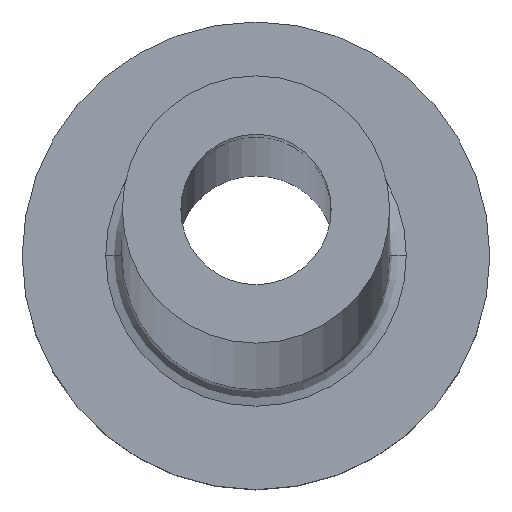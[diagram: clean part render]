
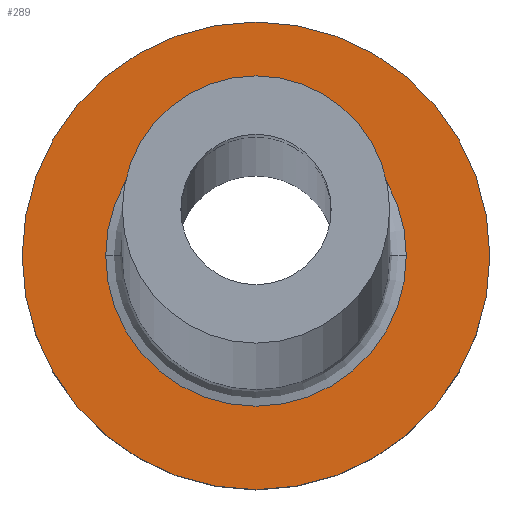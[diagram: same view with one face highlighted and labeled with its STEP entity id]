
A CAD part, top view. The second image highlights one B-rep face of the part: STEP entity #289.
In plain terms, the highlighted planar face has unit normal (0, 0, 1).
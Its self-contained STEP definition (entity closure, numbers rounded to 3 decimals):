
#20 = CARTESIAN_POINT ( 'NONE',  ( 0., 0., 5. ) ) ;
#21 = AXIS2_PLACEMENT_3D ( 'NONE', #104, #163, #311 ) ;
#24 = DIRECTION ( 'NONE',  ( 1., 0., 0. ) ) ;
#25 = CARTESIAN_POINT ( 'NONE',  ( -4.5, 0., 5. ) ) ;
#38 = AXIS2_PLACEMENT_3D ( 'NONE', #343, #459, #410 ) ;
#47 = DIRECTION ( 'NONE',  ( 0., 0., 1. ) ) ;
#48 = PLANE ( 'NONE',  #300 ) ;
#53 = EDGE_CURVE ( 'NONE', #232, #397, #166, .T. ) ;
#74 = ORIENTED_EDGE ( 'NONE', *, *, #418, .T. ) ;
#75 = CARTESIAN_POINT ( 'NONE',  ( 4.5, 0., 5. ) ) ;
#104 = CARTESIAN_POINT ( 'NONE',  ( 0., 0., 5. ) ) ;
#114 = CIRCLE ( 'NONE', #38, 7. ) ;
#129 = VERTEX_POINT ( 'NONE', #261 ) ;
#158 = CIRCLE ( 'NONE', #220, 4.5 ) ;
#163 = DIRECTION ( 'NONE',  ( 0., 0., -1. ) ) ;
#166 = CIRCLE ( 'NONE', #21, 4.5 ) ;
#179 = CARTESIAN_POINT ( 'NONE',  ( 0., 0., 5. ) ) ;
#186 = FACE_BOUND ( 'NONE', #197, .T. ) ;
#197 = EDGE_LOOP ( 'NONE', ( #74, #425 ) ) ;
#206 = VERTEX_POINT ( 'NONE', #358 ) ;
#212 = EDGE_LOOP ( 'NONE', ( #347, #417 ) ) ;
#215 = CARTESIAN_POINT ( 'NONE',  ( 0., 0., 5. ) ) ;
#220 = AXIS2_PLACEMENT_3D ( 'NONE', #20, #442, #24 ) ;
#226 = CIRCLE ( 'NONE', #356, 7. ) ;
#230 = EDGE_CURVE ( 'NONE', #206, #129, #114, .T. ) ;
#232 = VERTEX_POINT ( 'NONE', #25 ) ;
#252 = FACE_OUTER_BOUND ( 'NONE', #212, .T. ) ;
#261 = CARTESIAN_POINT ( 'NONE',  ( 7., 0., 5. ) ) ;
#289 = ADVANCED_FACE ( 'NONE', ( #186, #252 ), #48, .T. ) ;
#290 = DIRECTION ( 'NONE',  ( 0., 0., 1. ) ) ;
#300 = AXIS2_PLACEMENT_3D ( 'NONE', #179, #47, #427 ) ;
#311 = DIRECTION ( 'NONE',  ( 1., 0., 0. ) ) ;
#343 = CARTESIAN_POINT ( 'NONE',  ( 0., 0., 5. ) ) ;
#347 = ORIENTED_EDGE ( 'NONE', *, *, #230, .T. ) ;
#353 = DIRECTION ( 'NONE',  ( 1., 0., 0. ) ) ;
#356 = AXIS2_PLACEMENT_3D ( 'NONE', #215, #290, #353 ) ;
#358 = CARTESIAN_POINT ( 'NONE',  ( -7., 0., 5. ) ) ;
#383 = EDGE_CURVE ( 'NONE', #129, #206, #226, .T. ) ;
#397 = VERTEX_POINT ( 'NONE', #75 ) ;
#410 = DIRECTION ( 'NONE',  ( 1., 0., 0. ) ) ;
#417 = ORIENTED_EDGE ( 'NONE', *, *, #383, .T. ) ;
#418 = EDGE_CURVE ( 'NONE', #397, #232, #158, .T. ) ;
#425 = ORIENTED_EDGE ( 'NONE', *, *, #53, .T. ) ;
#427 = DIRECTION ( 'NONE',  ( 1., 0., 0. ) ) ;
#442 = DIRECTION ( 'NONE',  ( 0., 0., -1. ) ) ;
#459 = DIRECTION ( 'NONE',  ( 0., 0., 1. ) ) ;
